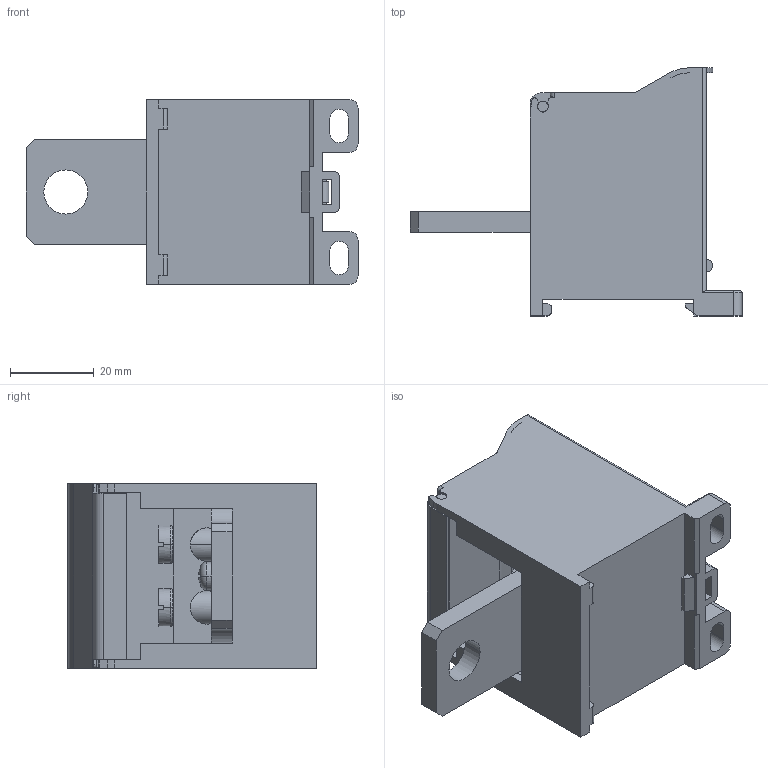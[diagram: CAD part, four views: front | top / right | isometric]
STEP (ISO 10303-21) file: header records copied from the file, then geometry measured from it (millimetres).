
FILE_DESCRIPTION((''),'2;1');
FILE_NAME('5YB576095_ASM','2023-12-04T',('dell'),(''),'PRO/ENGINEER BY PARAMETRIC TECHNOLOGY CORPORATION, 2013230','PRO/ENGINEER BY PARAMETRIC TECHNOLOGY CORPORATION, 2013230','');
FILE_SCHEMA(('AUTOMOTIVE_DESIGN { 1 0 10303 214 1 1 1 1 }'));
Length unit declared in the file: millimetre
Products named in the file (1): 5YB576095_ASM
Bounding box: 79.2 x 59.2 x 44 mm (x, y, z)
Volume: 48.8 mm3; surface area: 25767.4 mm2
Topology: 3 solids, 4 shells, 337 faces, 975 edges, 639 vertices
Faces by surface type: plane 165, cylinder 136, cone 14, torus 14, sphere 6, bspline 2
Entity records: 13005 total; most frequent: CARTESIAN_POINT 2712, ORIENTED_EDGE 1940, DIRECTION 1907, EDGE_CURVE 970, AXIS2_PLACEMENT_3D 665, VERTEX_POINT 641, VECTOR 577, LINE 577
